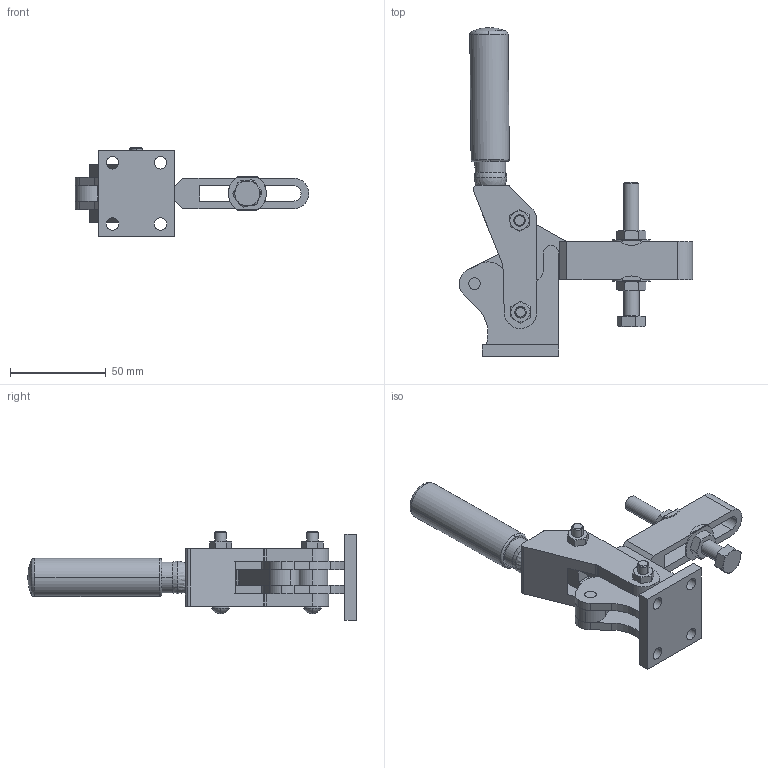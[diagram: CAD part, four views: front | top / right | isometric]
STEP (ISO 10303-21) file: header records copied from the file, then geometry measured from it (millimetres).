
FILE_DESCRIPTION((''),'2;1');
FILE_NAME('M18UB.stp','2006-07-12T08:06:45',('Matthew'),(''),'Autodesk Inventor 8','Autodesk Inventor 8','');
FILE_SCHEMA(('AUTOMOTIVE_DESIGN { 1 0 10303 214 1 1 1 1 }'));
Length unit declared in the file: millimetre
Products named in the file (7): M18UB; M18UB1; M18UB2; M18UB3; M18UB4; M18UB5; M18UB6
Assembly tree (6 placements, depth 2):
  M18UB
    M18UB1
    M18UB2
    M18UB3
    M18UB4
    M18UB5
    M18UB6
Bounding box: 122 x 171.84 x 46.5 mm (x, y, z)
Volume: 110639.7 mm3; surface area: 46451.6 mm2
Topology: 7 solids, 7 shells, 312 faces, 791 edges, 505 vertices
Faces by surface type: cylinder 124, plane 107, cone 62, bspline 8, sphere 7, torus 4
Entity records: 9812 total; most frequent: CARTESIAN_POINT 2079, DIRECTION 1664, ORIENTED_EDGE 1572, EDGE_CURVE 786, AXIS2_PLACEMENT_3D 662, VERTEX_POINT 504, EDGE_LOOP 360, VECTOR 340
